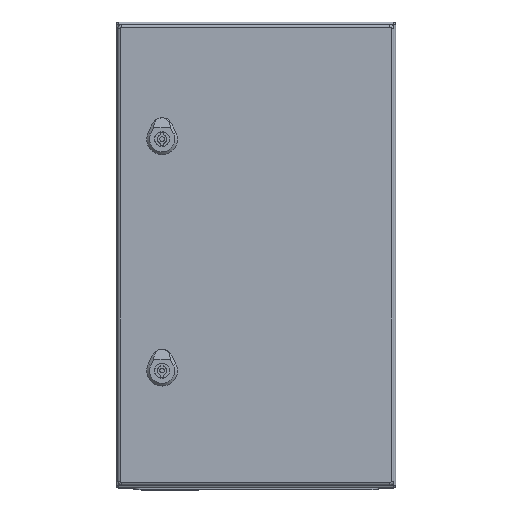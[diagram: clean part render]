
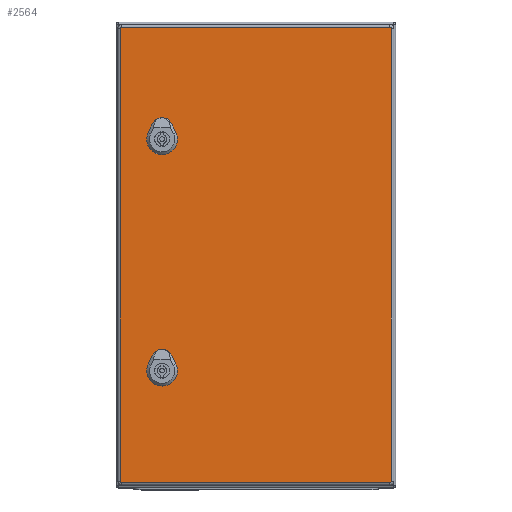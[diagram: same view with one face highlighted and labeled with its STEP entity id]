
A CAD part, top view. The second image highlights one B-rep face of the part: STEP entity #2564.
In plain terms, the highlighted face is planar.
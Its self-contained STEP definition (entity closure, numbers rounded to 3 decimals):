
#1545=FACE_BOUND('',#3911,.T.);
#1546=FACE_BOUND('',#3912,.T.);
#1547=FACE_BOUND('',#3913,.T.);
#2117=CIRCLE('',#10831,1.4);
#2118=CIRCLE('',#10832,1.4);
#2119=CIRCLE('',#10833,1.4);
#2120=CIRCLE('',#10834,1.4);
#2121=CIRCLE('',#10835,11.25);
#2122=CIRCLE('',#10836,11.25);
#2123=CIRCLE('',#10837,11.25);
#2124=CIRCLE('',#10838,11.25);
#2125=CIRCLE('',#10839,11.25);
#2126=CIRCLE('',#10840,11.25);
#2127=CIRCLE('',#10841,11.25);
#2128=CIRCLE('',#10842,11.25);
#2564=ADVANCED_FACE('',(#1545,#1546,#1547),#2899,.F.);
#2899=PLANE('',#10843);
#3911=EDGE_LOOP('',(#5589,#5590,#5591,#5592,#5593,#5594,#5595,#5596));
#3912=EDGE_LOOP('',(#5597,#5598,#5599,#5600,#5601,#5602,#5603,#5604));
#3913=EDGE_LOOP('',(#5605,#5606,#5607,#5608,#5609,#5610,#5611,#5612));
#5589=ORIENTED_EDGE('',*,*,#8293,.F.);
#5590=ORIENTED_EDGE('',*,*,#8294,.F.);
#5591=ORIENTED_EDGE('',*,*,#8295,.F.);
#5592=ORIENTED_EDGE('',*,*,#8296,.F.);
#5593=ORIENTED_EDGE('',*,*,#8297,.F.);
#5594=ORIENTED_EDGE('',*,*,#8298,.F.);
#5595=ORIENTED_EDGE('',*,*,#8299,.F.);
#5596=ORIENTED_EDGE('',*,*,#8300,.F.);
#5597=ORIENTED_EDGE('',*,*,#8301,.T.);
#5598=ORIENTED_EDGE('',*,*,#8302,.T.);
#5599=ORIENTED_EDGE('',*,*,#8303,.T.);
#5600=ORIENTED_EDGE('',*,*,#8304,.T.);
#5601=ORIENTED_EDGE('',*,*,#8305,.T.);
#5602=ORIENTED_EDGE('',*,*,#8306,.T.);
#5603=ORIENTED_EDGE('',*,*,#8307,.T.);
#5604=ORIENTED_EDGE('',*,*,#8308,.T.);
#5605=ORIENTED_EDGE('',*,*,#8309,.F.);
#5606=ORIENTED_EDGE('',*,*,#8310,.F.);
#5607=ORIENTED_EDGE('',*,*,#8311,.F.);
#5608=ORIENTED_EDGE('',*,*,#8312,.F.);
#5609=ORIENTED_EDGE('',*,*,#8313,.F.);
#5610=ORIENTED_EDGE('',*,*,#8314,.F.);
#5611=ORIENTED_EDGE('',*,*,#8315,.F.);
#5612=ORIENTED_EDGE('',*,*,#8316,.F.);
#7237=VERTEX_POINT('',#15955);
#7238=VERTEX_POINT('',#15956);
#7239=VERTEX_POINT('',#15958);
#7240=VERTEX_POINT('',#15960);
#7241=VERTEX_POINT('',#15962);
#7242=VERTEX_POINT('',#15964);
#7243=VERTEX_POINT('',#15966);
#7244=VERTEX_POINT('',#15968);
#7245=VERTEX_POINT('',#15971);
#7246=VERTEX_POINT('',#15972);
#7247=VERTEX_POINT('',#15974);
#7248=VERTEX_POINT('',#15976);
#7249=VERTEX_POINT('',#15978);
#7250=VERTEX_POINT('',#15980);
#7251=VERTEX_POINT('',#15982);
#7252=VERTEX_POINT('',#15984);
#7253=VERTEX_POINT('',#15987);
#7254=VERTEX_POINT('',#15988);
#7255=VERTEX_POINT('',#15990);
#7256=VERTEX_POINT('',#15992);
#7257=VERTEX_POINT('',#15994);
#7258=VERTEX_POINT('',#15996);
#7259=VERTEX_POINT('',#15998);
#7260=VERTEX_POINT('',#16000);
#8293=EDGE_CURVE('',#7237,#7238,#2117,.T.);
#8294=EDGE_CURVE('',#7239,#7237,#9191,.T.);
#8295=EDGE_CURVE('',#7240,#7239,#2118,.T.);
#8296=EDGE_CURVE('',#7241,#7240,#9192,.T.);
#8297=EDGE_CURVE('',#7242,#7241,#2119,.T.);
#8298=EDGE_CURVE('',#7243,#7242,#9193,.T.);
#8299=EDGE_CURVE('',#7244,#7243,#2120,.T.);
#8300=EDGE_CURVE('',#7238,#7244,#9194,.T.);
#8301=EDGE_CURVE('',#7245,#7246,#9195,.T.);
#8302=EDGE_CURVE('',#7246,#7247,#2121,.T.);
#8303=EDGE_CURVE('',#7247,#7248,#9196,.T.);
#8304=EDGE_CURVE('',#7248,#7249,#2122,.T.);
#8305=EDGE_CURVE('',#7249,#7250,#9197,.T.);
#8306=EDGE_CURVE('',#7250,#7251,#2123,.T.);
#8307=EDGE_CURVE('',#7251,#7252,#9198,.T.);
#8308=EDGE_CURVE('',#7252,#7245,#2124,.T.);
#8309=EDGE_CURVE('',#7253,#7254,#2125,.T.);
#8310=EDGE_CURVE('',#7255,#7253,#9199,.T.);
#8311=EDGE_CURVE('',#7256,#7255,#2126,.T.);
#8312=EDGE_CURVE('',#7257,#7256,#9200,.T.);
#8313=EDGE_CURVE('',#7258,#7257,#2127,.T.);
#8314=EDGE_CURVE('',#7259,#7258,#9201,.T.);
#8315=EDGE_CURVE('',#7260,#7259,#2128,.T.);
#8316=EDGE_CURVE('',#7254,#7260,#9202,.T.);
#9191=LINE('',#15957,#9917);
#9192=LINE('',#15961,#9918);
#9193=LINE('',#15965,#9919);
#9194=LINE('',#15969,#9920);
#9195=LINE('',#15970,#9921);
#9196=LINE('',#15975,#9922);
#9197=LINE('',#15979,#9923);
#9198=LINE('',#15983,#9924);
#9199=LINE('',#15989,#9925);
#9200=LINE('',#15993,#9926);
#9201=LINE('',#15997,#9927);
#9202=LINE('',#16001,#9928);
#9917=VECTOR('',#12888,1.);
#9918=VECTOR('',#12891,1.);
#9919=VECTOR('',#12894,1.);
#9920=VECTOR('',#12897,1.);
#9921=VECTOR('',#12898,1.);
#9922=VECTOR('',#12901,1.);
#9923=VECTOR('',#12904,1.);
#9924=VECTOR('',#12907,1.);
#9925=VECTOR('',#12912,1.);
#9926=VECTOR('',#12915,1.);
#9927=VECTOR('',#12918,1.);
#9928=VECTOR('',#12921,1.);
#10831=AXIS2_PLACEMENT_3D('',#15954,#12886,#12887);
#10832=AXIS2_PLACEMENT_3D('',#15959,#12889,#12890);
#10833=AXIS2_PLACEMENT_3D('',#15963,#12892,#12893);
#10834=AXIS2_PLACEMENT_3D('',#15967,#12895,#12896);
#10835=AXIS2_PLACEMENT_3D('',#15973,#12899,#12900);
#10836=AXIS2_PLACEMENT_3D('',#15977,#12902,#12903);
#10837=AXIS2_PLACEMENT_3D('',#15981,#12905,#12906);
#10838=AXIS2_PLACEMENT_3D('',#15985,#12908,#12909);
#10839=AXIS2_PLACEMENT_3D('',#15986,#12910,#12911);
#10840=AXIS2_PLACEMENT_3D('',#15991,#12913,#12914);
#10841=AXIS2_PLACEMENT_3D('',#15995,#12916,#12917);
#10842=AXIS2_PLACEMENT_3D('',#15999,#12919,#12920);
#10843=AXIS2_PLACEMENT_3D('',#16002,#12922,#12923);
#12886=DIRECTION('',(0.,0.,1.));
#12887=DIRECTION('',(1.,0.,0.));
#12888=DIRECTION('',(0.,-1.,0.));
#12889=DIRECTION('',(0.,0.,1.));
#12890=DIRECTION('',(1.,0.,0.));
#12891=DIRECTION('',(-1.,0.,0.));
#12892=DIRECTION('',(0.,0.,1.));
#12893=DIRECTION('',(1.,0.,0.));
#12894=DIRECTION('',(0.,1.,0.));
#12895=DIRECTION('',(0.,0.,1.));
#12896=DIRECTION('',(1.,0.,0.));
#12897=DIRECTION('',(1.,0.,0.));
#12898=DIRECTION('',(-1.,0.,0.));
#12899=DIRECTION('',(0.,0.,1.));
#12900=DIRECTION('',(1.,0.,0.));
#12901=DIRECTION('',(0.,-1.,0.));
#12902=DIRECTION('',(0.,0.,1.));
#12903=DIRECTION('',(1.,0.,0.));
#12904=DIRECTION('',(1.,0.,0.));
#12905=DIRECTION('',(0.,0.,1.));
#12906=DIRECTION('',(1.,0.,0.));
#12907=DIRECTION('',(0.,1.,0.));
#12908=DIRECTION('',(0.,0.,1.));
#12909=DIRECTION('',(1.,0.,0.));
#12910=DIRECTION('',(0.,0.,-1.));
#12911=DIRECTION('',(1.,0.,0.));
#12912=DIRECTION('',(-1.,0.,0.));
#12913=DIRECTION('',(0.,0.,-1.));
#12914=DIRECTION('',(1.,0.,0.));
#12915=DIRECTION('',(0.,-1.,0.));
#12916=DIRECTION('',(0.,0.,-1.));
#12917=DIRECTION('',(1.,0.,0.));
#12918=DIRECTION('',(1.,0.,0.));
#12919=DIRECTION('',(0.,0.,-1.));
#12920=DIRECTION('',(1.,0.,0.));
#12921=DIRECTION('',(0.,1.,0.));
#12922=DIRECTION('',(0.,0.,1.));
#12923=DIRECTION('',(1.,0.,0.));
#15954=CARTESIAN_POINT('',(-143.95,-243.,0.));
#15955=CARTESIAN_POINT('',(-145.35,-243.,0.));
#15956=CARTESIAN_POINT('',(-143.95,-244.4,0.));
#15957=CARTESIAN_POINT('',(-145.35,243.,0.));
#15958=CARTESIAN_POINT('',(-145.35,243.,0.));
#15959=CARTESIAN_POINT('',(-143.95,243.,0.));
#15960=CARTESIAN_POINT('',(-143.95,244.4,0.));
#15961=CARTESIAN_POINT('',(143.95,244.4,0.));
#15962=CARTESIAN_POINT('',(143.95,244.4,0.));
#15963=CARTESIAN_POINT('',(143.95,243.,0.));
#15964=CARTESIAN_POINT('',(145.35,243.,0.));
#15965=CARTESIAN_POINT('',(145.35,-243.,0.));
#15966=CARTESIAN_POINT('',(145.35,-243.,0.));
#15967=CARTESIAN_POINT('',(143.95,-243.,0.));
#15968=CARTESIAN_POINT('',(143.95,-244.4,0.));
#15969=CARTESIAN_POINT('',(-143.95,-244.4,0.));
#15970=CARTESIAN_POINT('',(-143.95,134.4,0.));
#15971=CARTESIAN_POINT('',(105.396,134.4,0.));
#15972=CARTESIAN_POINT('',(95.904,134.4,0.));
#15973=CARTESIAN_POINT('',(100.65,124.2,0.));
#15974=CARTESIAN_POINT('',(90.45,128.946,0.));
#15975=CARTESIAN_POINT('',(90.45,243.,0.));
#15976=CARTESIAN_POINT('',(90.45,119.454,0.));
#15977=CARTESIAN_POINT('',(100.65,124.2,0.));
#15978=CARTESIAN_POINT('',(95.904,114.,0.));
#15979=CARTESIAN_POINT('',(-143.95,114.,0.));
#15980=CARTESIAN_POINT('',(105.396,114.,0.));
#15981=CARTESIAN_POINT('',(100.65,124.2,0.));
#15982=CARTESIAN_POINT('',(110.85,119.454,0.));
#15983=CARTESIAN_POINT('',(110.85,243.,0.));
#15984=CARTESIAN_POINT('',(110.85,128.946,0.));
#15985=CARTESIAN_POINT('',(100.65,124.2,0.));
#15986=CARTESIAN_POINT('',(100.65,-124.2,0.));
#15987=CARTESIAN_POINT('',(95.904,-134.4,0.));
#15988=CARTESIAN_POINT('',(90.45,-128.946,0.));
#15989=CARTESIAN_POINT('',(-143.95,-134.4,0.));
#15990=CARTESIAN_POINT('',(105.396,-134.4,0.));
#15991=CARTESIAN_POINT('',(100.65,-124.2,0.));
#15992=CARTESIAN_POINT('',(110.85,-128.946,0.));
#15993=CARTESIAN_POINT('',(110.85,243.,0.));
#15994=CARTESIAN_POINT('',(110.85,-119.454,0.));
#15995=CARTESIAN_POINT('',(100.65,-124.2,0.));
#15996=CARTESIAN_POINT('',(105.396,-114.,0.));
#15997=CARTESIAN_POINT('',(-143.95,-114.,0.));
#15998=CARTESIAN_POINT('',(95.904,-114.,0.));
#15999=CARTESIAN_POINT('',(100.65,-124.2,0.));
#16000=CARTESIAN_POINT('',(90.45,-119.454,0.));
#16001=CARTESIAN_POINT('',(90.45,243.,0.));
#16002=CARTESIAN_POINT('',(-143.95,243.,0.));
